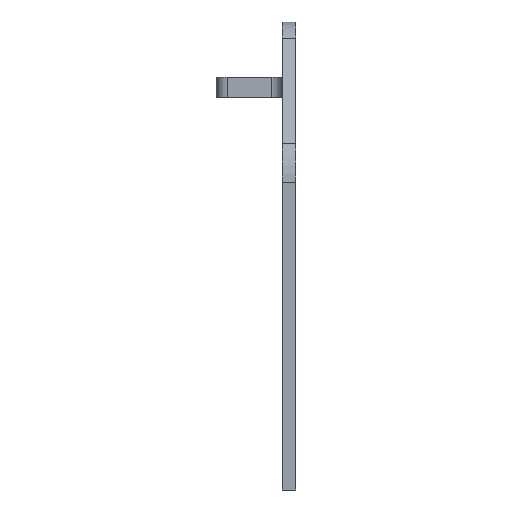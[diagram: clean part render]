
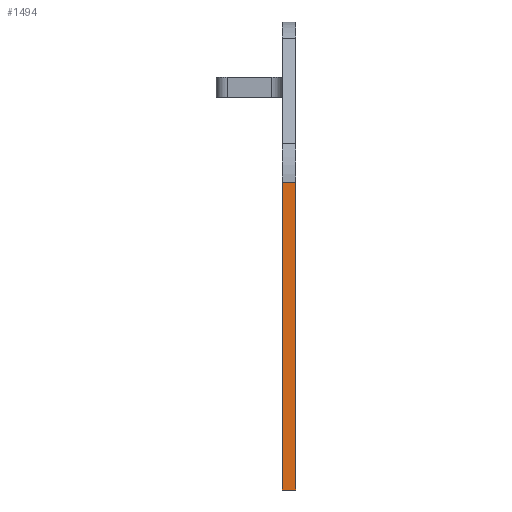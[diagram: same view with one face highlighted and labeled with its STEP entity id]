
A CAD part, left-side view. The second image highlights one B-rep face of the part: STEP entity #1494.
In plain terms, the highlighted planar face has unit normal (-1, 0, 0).
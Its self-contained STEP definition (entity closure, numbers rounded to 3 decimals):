
#11 = CARTESIAN_POINT ( 'NONE',  ( -50., 2.5, -30. ) ) ;
#85 = CARTESIAN_POINT ( 'NONE',  ( -50., 2.5, -30. ) ) ;
#128 = VERTEX_POINT ( 'NONE', #1267 ) ;
#153 = EDGE_LOOP ( 'NONE', ( #180, #330, #516, #996 ) ) ;
#180 = ORIENTED_EDGE ( 'NONE', *, *, #823, .T. ) ;
#197 = EDGE_CURVE ( 'NONE', #128, #876, #1477, .T. ) ;
#215 = DIRECTION ( 'NONE',  ( 1., 0., 0. ) ) ;
#224 = DIRECTION ( 'NONE',  ( 0., 1., 0. ) ) ;
#272 = EDGE_CURVE ( 'NONE', #1255, #128, #1208, .T. ) ;
#290 = CARTESIAN_POINT ( 'NONE',  ( -50., 0., -55. ) ) ;
#304 = VERTEX_POINT ( 'NONE', #1567 ) ;
#330 = ORIENTED_EDGE ( 'NONE', *, *, #1538, .T. ) ;
#393 = VECTOR ( 'NONE', #1002, 1000. ) ;
#516 = ORIENTED_EDGE ( 'NONE', *, *, #197, .F. ) ;
#661 = VECTOR ( 'NONE', #1455, 1000. ) ;
#720 = LINE ( 'NONE', #1357, #1628 ) ;
#742 = CARTESIAN_POINT ( 'NONE',  ( -50., 2.5, 0.858 ) ) ;
#816 = PLANE ( 'NONE',  #1209 ) ;
#823 = EDGE_CURVE ( 'NONE', #1255, #304, #1584, .T. ) ;
#825 = FACE_OUTER_BOUND ( 'NONE', #153, .T. ) ;
#876 = VERTEX_POINT ( 'NONE', #742 ) ;
#934 = DIRECTION ( 'NONE',  ( 0., 1., 0. ) ) ;
#963 = CARTESIAN_POINT ( 'NONE',  ( -50., 0., -30. ) ) ;
#996 = ORIENTED_EDGE ( 'NONE', *, *, #272, .F. ) ;
#1002 = DIRECTION ( 'NONE',  ( 0., 0., 1. ) ) ;
#1078 = CARTESIAN_POINT ( 'NONE',  ( -50., 2.5, -55. ) ) ;
#1090 = DIRECTION ( 'NONE',  ( 0., 0., -1. ) ) ;
#1208 = LINE ( 'NONE', #1078, #1560 ) ;
#1209 = AXIS2_PLACEMENT_3D ( 'NONE', #85, #215, #1090 ) ;
#1255 = VERTEX_POINT ( 'NONE', #290 ) ;
#1267 = CARTESIAN_POINT ( 'NONE',  ( -50., 2.5, -55. ) ) ;
#1357 = CARTESIAN_POINT ( 'NONE',  ( -50., 2.5, 0.858 ) ) ;
#1455 = DIRECTION ( 'NONE',  ( 0., 0., 1. ) ) ;
#1477 = LINE ( 'NONE', #11, #393 ) ;
#1494 = ADVANCED_FACE ( 'NONE', ( #825 ), #816, .F. ) ;
#1538 = EDGE_CURVE ( 'NONE', #304, #876, #720, .T. ) ;
#1560 = VECTOR ( 'NONE', #934, 1000. ) ;
#1567 = CARTESIAN_POINT ( 'NONE',  ( -50., 0., 0.858 ) ) ;
#1584 = LINE ( 'NONE', #963, #661 ) ;
#1628 = VECTOR ( 'NONE', #224, 1000. ) ;
